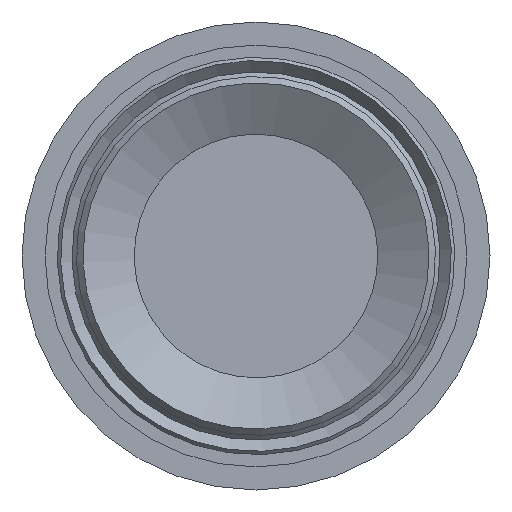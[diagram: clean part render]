
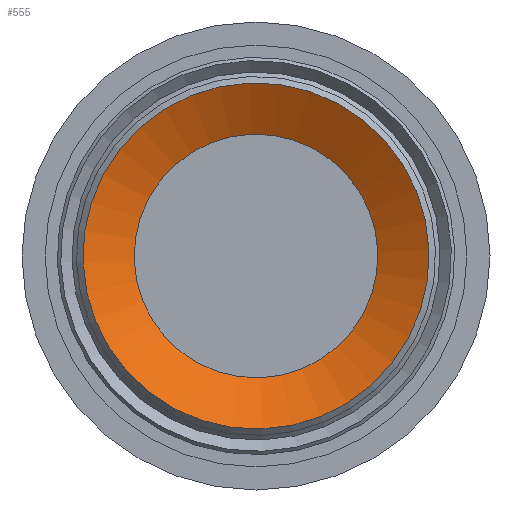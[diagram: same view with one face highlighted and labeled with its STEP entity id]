
A CAD part, left-side view. The second image highlights one B-rep face of the part: STEP entity #555.
In plain terms, the highlighted conical face has half-angle 60 degrees and reference radius 23 mm.
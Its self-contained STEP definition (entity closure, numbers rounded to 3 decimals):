
#521=CARTESIAN_POINT('',(-105.381,5.889,-18.064));
#522=VERTEX_POINT('',#521);
#523=CARTESIAN_POINT('',(-105.381,0.,0.));
#524=DIRECTION('',(1.,0.0,0.0));
#525=DIRECTION('',(0.0,0.31,-0.951));
#526=AXIS2_PLACEMENT_3D('',#523,#524,#525);
#527=CIRCLE('',#526,19.0);
#528=EDGE_CURVE('',#522,#522,#527,.T.);
#536=CARTESIAN_POINT('',(-107.691,0.,0.));
#537=DIRECTION('',(-1.0,0.0,0.0));
#538=DIRECTION('',(0.0,0.31,-0.951));
#539=AXIS2_PLACEMENT_3D('',#536,#537,#538);
#540=CONICAL_SURFACE('',#539,23.,60.);
#541=CARTESIAN_POINT('',(-110.0,8.368,-25.671));
#542=VERTEX_POINT('',#541);
#543=CARTESIAN_POINT('',(-110.0,0.,0.));
#544=DIRECTION('',(1.0,0.0,0.0));
#545=DIRECTION('',(0.0,0.31,-0.951));
#546=AXIS2_PLACEMENT_3D('',#543,#544,#545);
#547=CIRCLE('',#546,27.);
#548=EDGE_CURVE('',#542,#542,#547,.T.);
#549=ORIENTED_EDGE('',*,*,#548,.F.);
#550=EDGE_LOOP('',(#549));
#551=FACE_OUTER_BOUND('',#550,.T.);
#552=ORIENTED_EDGE('',*,*,#528,.T.);
#553=EDGE_LOOP('',(#552));
#554=FACE_BOUND('',#553,.T.);
#555=ADVANCED_FACE('',(#551,#554),#540,.F.);
